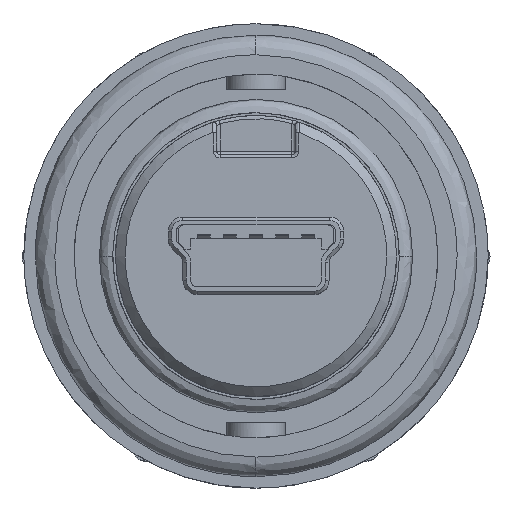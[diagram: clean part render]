
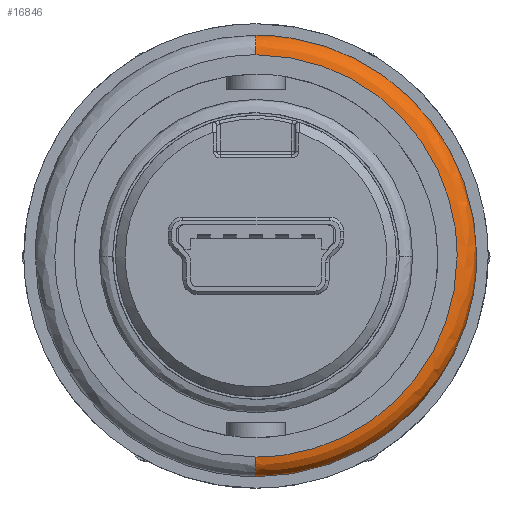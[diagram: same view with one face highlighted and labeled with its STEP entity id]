
A CAD part, top view. The second image highlights one B-rep face of the part: STEP entity #16846.
In plain terms, the highlighted free-form (B-spline) face has degree [3, 3] with [4, 4] control points.
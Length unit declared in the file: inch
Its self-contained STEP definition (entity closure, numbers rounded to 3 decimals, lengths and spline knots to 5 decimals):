
#27 =( BOUNDED_CURVE ( )  B_SPLINE_CURVE ( 3, ( #12184, #12183, #12182, #12181 ),
 .UNSPECIFIED., .F., .T. ) 
 B_SPLINE_CURVE_WITH_KNOTS ( ( 4, 4 ),
 ( 0., 1. ),
 .UNSPECIFIED. ) 
 CURVE ( )  GEOMETRIC_REPRESENTATION_ITEM ( )  RATIONAL_B_SPLINE_CURVE ( ( 1., 0.805, 0.805, 1. ) ) 
 REPRESENTATION_ITEM ( '' )  );
#67 =( BOUNDED_CURVE ( )  B_SPLINE_CURVE ( 3, ( #14648, #14645, #14644, #14643 ),
 .UNSPECIFIED., .F., .T. ) 
 B_SPLINE_CURVE_WITH_KNOTS ( ( 4, 4 ),
 ( 0., 1. ),
 .UNSPECIFIED. ) 
 CURVE ( )  GEOMETRIC_REPRESENTATION_ITEM ( )  RATIONAL_B_SPLINE_CURVE ( ( 1., 0.805, 0.805, 1. ) ) 
 REPRESENTATION_ITEM ( '' )  );
#1004 = ORIENTED_EDGE ( 'NONE', *, *, #7743, .T. ) ;
#1007 = ORIENTED_EDGE ( 'NONE', *, *, #7902, .T. ) ;
#1009 = ORIENTED_EDGE ( 'NONE', *, *, #7804, .T. ) ;
#1022 = ORIENTED_EDGE ( 'NONE', *, *, #7602, .T. ) ;
#1029 = ORIENTED_EDGE ( 'NONE', *, *, #7972, .T. ) ;
#1046 = ORIENTED_EDGE ( 'NONE', *, *, #7338, .F. ) ;
#1521 = CARTESIAN_POINT ( 'NONE',  ( 0., 0.3375, 0.023 ) ) ;
#1522 = CARTESIAN_POINT ( 'NONE',  ( 0.1977, 0.3375, 0.023 ) ) ;
#1523 = CARTESIAN_POINT ( 'NONE',  ( 0.3375, 0.1977, 0.023 ) ) ;
#1524 = CARTESIAN_POINT ( 'NONE',  ( 0.3375, 0., 0.023 ) ) ;
#1772 = CARTESIAN_POINT ( 'NONE',  ( 0., -0.3075, 0.023 ) ) ;
#2127 = DIRECTION ( 'NONE',  ( 0., -1., 0. ) ) ;
#2157 = DIRECTION ( 'NONE',  ( -1., 0., 0. ) ) ;
#2907 = CARTESIAN_POINT ( 'NONE',  ( 0., 0.3375, 0.023 ) ) ;
#3412 = CARTESIAN_POINT ( 'NONE',  ( 0., -0.3075, 0.053 ) ) ;
#3414 = CARTESIAN_POINT ( 'NONE',  ( 0., -0.32507, 0.053 ) ) ;
#3415 = CARTESIAN_POINT ( 'NONE',  ( 0.615, -0.3075, 0.053 ) ) ;
#3416 = CARTESIAN_POINT ( 'NONE',  ( 0.615, 0.3075, 0.053 ) ) ;
#3417 = CARTESIAN_POINT ( 'NONE',  ( 0., 0.3075, 0.053 ) ) ;
#3418 = CARTESIAN_POINT ( 'NONE',  ( 0.65015, -0.32507, 0.053 ) ) ;
#3420 = CARTESIAN_POINT ( 'NONE',  ( 0.65015, 0.32507, 0.053 ) ) ;
#3421 = CARTESIAN_POINT ( 'NONE',  ( 0., 0.32507, 0.053 ) ) ;
#3422 = CARTESIAN_POINT ( 'NONE',  ( 0., -0.3375, 0.04057 ) ) ;
#3423 = CARTESIAN_POINT ( 'NONE',  ( 0.675, -0.3375, 0.04057 ) ) ;
#3424 = CARTESIAN_POINT ( 'NONE',  ( 0.675, 0.3375, 0.04057 ) ) ;
#3425 = CARTESIAN_POINT ( 'NONE',  ( 0., 0.3375, 0.04057 ) ) ;
#3426 = CARTESIAN_POINT ( 'NONE',  ( 0., -0.3375, 0.023 ) ) ;
#3427 = CARTESIAN_POINT ( 'NONE',  ( 0.675, -0.3375, 0.023 ) ) ;
#3428 = CARTESIAN_POINT ( 'NONE',  ( 0.675, 0.3375, 0.023 ) ) ;
#3429 = CARTESIAN_POINT ( 'NONE',  ( 0., 0.3375, 0.023 ) ) ;
#7338 = EDGE_CURVE ( 'NONE', #13152, #12921, #16690, .T. ) ;
#7602 = EDGE_CURVE ( 'NONE', #12901, #13161, #67, .T. ) ;
#7743 = EDGE_CURVE ( 'NONE', #13152, #13250, #27, .T. ) ;
#7804 = EDGE_CURVE ( 'NONE', #16543, #12901, #16707, .T. ) ;
#7902 = EDGE_CURVE ( 'NONE', #13161, #12921, #18842, .T. ) ;
#7972 = EDGE_CURVE ( 'NONE', #13250, #16543, #18742, .T. ) ;
#8533 = CARTESIAN_POINT ( 'NONE',  ( 0., -0.3075, 0.053 ) ) ;
#8540 = CARTESIAN_POINT ( 'NONE',  ( 0., 0.3075, 0.053 ) ) ;
#9482 = FACE_OUTER_BOUND ( 'NONE', #10965, .T. ) ;
#9498 = AXIS2_PLACEMENT_3D ( 'NONE', #12093, #14618, #14617 ) ;
#10965 = EDGE_LOOP ( 'NONE', ( #1029, #1009, #1022, #1007, #1046, #1004 ) ) ;
#12093 = CARTESIAN_POINT ( 'NONE',  ( 0., 0.3075, 0.023 ) ) ;
#12181 = CARTESIAN_POINT ( 'NONE',  ( 0.3375, 0., 0.023 ) ) ;
#12182 = CARTESIAN_POINT ( 'NONE',  ( 0.3375, -0.1977, 0.023 ) ) ;
#12183 = CARTESIAN_POINT ( 'NONE',  ( 0.1977, -0.3375, 0.023 ) ) ;
#12184 = CARTESIAN_POINT ( 'NONE',  ( 0., -0.3375, 0.023 ) ) ;
#12901 = VERTEX_POINT ( 'NONE', #8540 ) ;
#12921 = VERTEX_POINT ( 'NONE', #8533 ) ;
#13152 = VERTEX_POINT ( 'NONE', #18282 ) ;
#13161 = VERTEX_POINT ( 'NONE', #18314 ) ;
#13250 = VERTEX_POINT ( 'NONE', #18304 ) ;
#14063 = CARTESIAN_POINT ( 'NONE',  ( 0., -0.3075, 0.053 ) ) ;
#14064 = CARTESIAN_POINT ( 'NONE',  ( 0.18013, -0.3075, 0.053 ) ) ;
#14065 = CARTESIAN_POINT ( 'NONE',  ( 0.3075, -0.18013, 0.053 ) ) ;
#14066 = CARTESIAN_POINT ( 'NONE',  ( 0.3075, 0., 0.053 ) ) ;
#14617 = DIRECTION ( 'NONE',  ( 0., 1., 0. ) ) ;
#14618 = DIRECTION ( 'NONE',  ( 1., 0., 0. ) ) ;
#14643 = CARTESIAN_POINT ( 'NONE',  ( 0.3075, 0., 0.053 ) ) ;
#14644 = CARTESIAN_POINT ( 'NONE',  ( 0.3075, 0.18013, 0.053 ) ) ;
#14645 = CARTESIAN_POINT ( 'NONE',  ( 0.18013, 0.3075, 0.053 ) ) ;
#14648 = CARTESIAN_POINT ( 'NONE',  ( 0., 0.3075, 0.053 ) ) ;
#16543 = VERTEX_POINT ( 'NONE', #2907 ) ;
#16690 = CIRCLE ( 'NONE', #18377, 0.03 ) ;
#16707 = CIRCLE ( 'NONE', #9498, 0.03 ) ;
#16846 = ADVANCED_FACE ( 'NONE', ( #9482 ), #18077, .T. ) ;
#18077 =( BOUNDED_SURFACE ( )  B_SPLINE_SURFACE ( 3, 3, ( 
 ( #3429, #3428, #3427, #3426 ),
 ( #3425, #3424, #3423, #3422 ),
 ( #3421, #3420, #3418, #3414 ),
 ( #3417, #3416, #3415, #3412 ) ),
 .UNSPECIFIED., .F., .F., .T. ) 
 B_SPLINE_SURFACE_WITH_KNOTS ( ( 4, 4 ),
 ( 4, 4 ),
 ( 0., 1. ),
 ( 0., 1. ),
 .UNSPECIFIED. ) 
 GEOMETRIC_REPRESENTATION_ITEM ( )  RATIONAL_B_SPLINE_SURFACE ( (
 ( 1., 0.333, 0.333, 1.),
 ( 0.805, 0.268, 0.268, 0.805),
 ( 0.805, 0.268, 0.268, 0.805),
 ( 1., 0.333, 0.333, 1.) ) ) 
 REPRESENTATION_ITEM ( '' )  SURFACE ( )  );
#18282 = CARTESIAN_POINT ( 'NONE',  ( 0., -0.3375, 0.023 ) ) ;
#18304 = CARTESIAN_POINT ( 'NONE',  ( 0.3375, 0., 0.023 ) ) ;
#18314 = CARTESIAN_POINT ( 'NONE',  ( 0.3075, 0., 0.053 ) ) ;
#18377 = AXIS2_PLACEMENT_3D ( 'NONE', #1772, #2157, #2127 ) ;
#18742 =( BOUNDED_CURVE ( )  B_SPLINE_CURVE ( 3, ( #1524, #1523, #1522, #1521 ),
 .UNSPECIFIED., .F., .T. ) 
 B_SPLINE_CURVE_WITH_KNOTS ( ( 4, 4 ),
 ( 0., 1. ),
 .UNSPECIFIED. ) 
 CURVE ( )  GEOMETRIC_REPRESENTATION_ITEM ( )  RATIONAL_B_SPLINE_CURVE ( ( 1., 0.805, 0.805, 1. ) ) 
 REPRESENTATION_ITEM ( '' )  );
#18842 =( BOUNDED_CURVE ( )  B_SPLINE_CURVE ( 3, ( #14066, #14065, #14064, #14063 ),
 .UNSPECIFIED., .F., .T. ) 
 B_SPLINE_CURVE_WITH_KNOTS ( ( 4, 4 ),
 ( 0., 1. ),
 .UNSPECIFIED. ) 
 CURVE ( )  GEOMETRIC_REPRESENTATION_ITEM ( )  RATIONAL_B_SPLINE_CURVE ( ( 1., 0.805, 0.805, 1. ) ) 
 REPRESENTATION_ITEM ( '' )  );
